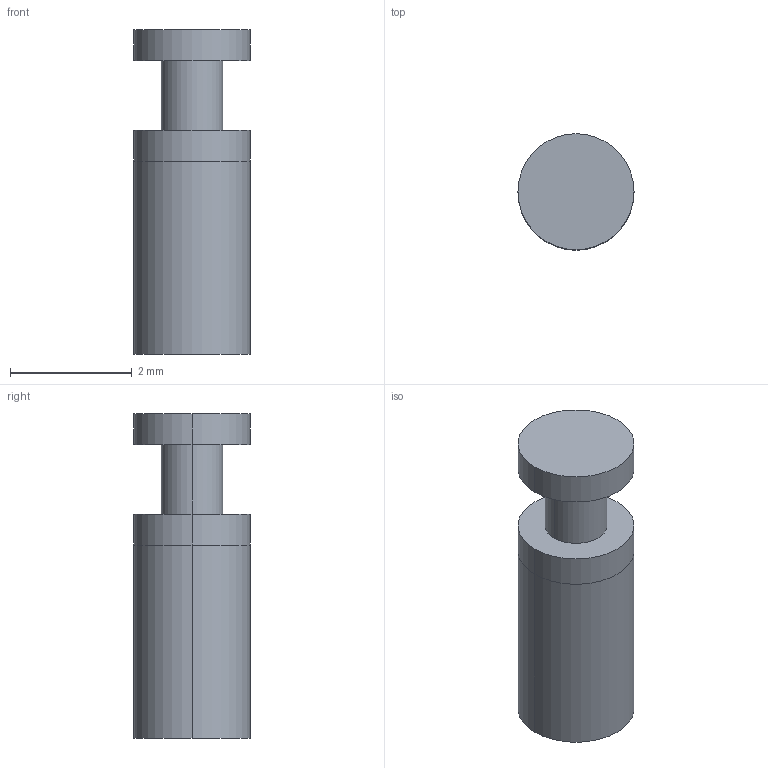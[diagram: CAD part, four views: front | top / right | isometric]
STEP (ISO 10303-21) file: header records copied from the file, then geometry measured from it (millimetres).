
FILE_DESCRIPTION (( 'STEP AP203' ), '1' );
FILE_NAME ('D020661-v1_Assembly_MagnetDumbbell.STEP', '2010-01-20T01:12:13', ( ' ' ), ( ' ' ), 'SwSTEP 2.0', 'SolidWorks 2009', '' );
FILE_SCHEMA (( 'CONFIG_CONTROL_DESIGN' ));
Length unit declared in the file: millimetre
Products named in the file (4): D020661-v1_Assembly_MagnetDumbbell; D0901927_Advanced_LIGO_Magnet,_Sintered_SmCo,_0.075_X_0.125; D970075_Dumbbell; UHV-Compatible_Adhesive
Assembly tree (2 placements, depth 2):
  D020661-v1_Assembly_MagnetDumbbell
    D970075_Dumbbell
    D0901927_Advanced_LIGO_Magnet,_Sintered_SmCo,_0.075_X_0.125
  UHV-Compatible_Adhesive
Bounding box: 1.91 x 1.91 x 5.33 mm (x, y, z)
Volume: 12.9 mm3; surface area: 44.2 mm2
Topology: 2 solids, 2 shells, 14 faces, 24 edges, 16 vertices
Faces by surface type: cylinder 8, plane 6
Entity records: 723 total; most frequent: DIRECTION 78, CARTESIAN_POINT 59, ORIENTED_EDGE 48, AXIS2_PLACEMENT_3D 35, PERSON_AND_ORGANIZATION 34, DATE_AND_TIME 24, EDGE_CURVE 24, CALENDAR_DATE 24
